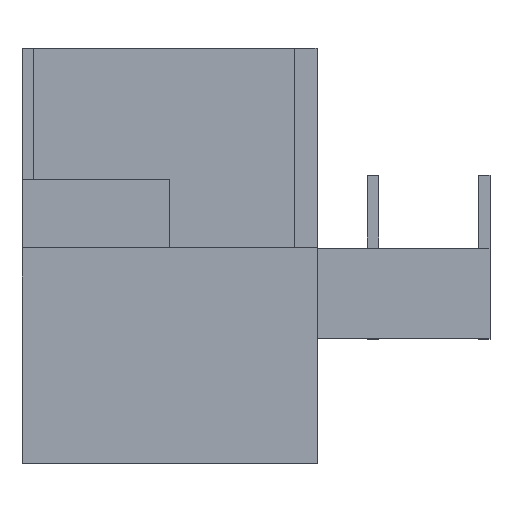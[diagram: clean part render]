
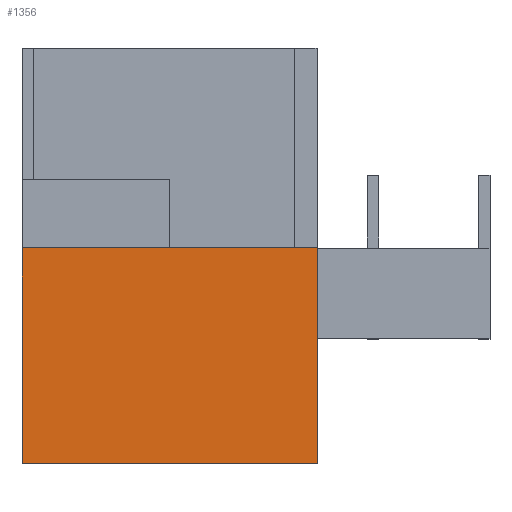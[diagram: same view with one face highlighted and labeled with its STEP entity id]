
A CAD part, top view. The second image highlights one B-rep face of the part: STEP entity #1356.
In plain terms, the highlighted planar face has unit normal (0, 0, -1).
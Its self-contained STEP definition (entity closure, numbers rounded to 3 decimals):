
#68 = VECTOR ( 'NONE', #1063, 1000. ) ;
#99 = VECTOR ( 'NONE', #539, 1000. ) ;
#128 = LINE ( 'NONE', #942, #1101 ) ;
#152 = FACE_OUTER_BOUND ( 'NONE', #1305, .T. ) ;
#161 = DIRECTION ( 'NONE',  ( 1., 0., 0. ) ) ;
#186 = CARTESIAN_POINT ( 'NONE',  ( -38.9, -47.5, 22.635 ) ) ;
#258 = VECTOR ( 'NONE', #993, 1000. ) ;
#271 = EDGE_CURVE ( 'NONE', #1122, #338, #935, .T. ) ;
#284 = CARTESIAN_POINT ( 'NONE',  ( -38.9, -47.5, 22.635 ) ) ;
#309 = VERTEX_POINT ( 'NONE', #1061 ) ;
#338 = VERTEX_POINT ( 'NONE', #838 ) ;
#387 = DIRECTION ( 'NONE',  ( 0., 0., -1. ) ) ;
#396 = VERTEX_POINT ( 'NONE', #1387 ) ;
#422 = CARTESIAN_POINT ( 'NONE',  ( 26.1, 0., 22.635 ) ) ;
#515 = AXIS2_PLACEMENT_3D ( 'NONE', #546, #387, #844 ) ;
#539 = DIRECTION ( 'NONE',  ( 0., -1., 0. ) ) ;
#546 = CARTESIAN_POINT ( 'NONE',  ( -38.9, 0., 22.635 ) ) ;
#730 = EDGE_CURVE ( 'NONE', #396, #309, #128, .T. ) ;
#755 = ORIENTED_EDGE ( 'NONE', *, *, #730, .T. ) ;
#838 = CARTESIAN_POINT ( 'NONE',  ( 26.1, -47.5, 22.635 ) ) ;
#844 = DIRECTION ( 'NONE',  ( -1., 0., 0. ) ) ;
#890 = PLANE ( 'NONE',  #515 ) ;
#897 = LINE ( 'NONE', #422, #99 ) ;
#935 = LINE ( 'NONE', #284, #68 ) ;
#936 = ORIENTED_EDGE ( 'NONE', *, *, #1242, .T. ) ;
#942 = CARTESIAN_POINT ( 'NONE',  ( -38.9, 0., 22.635 ) ) ;
#993 = DIRECTION ( 'NONE',  ( 0., -1., 0. ) ) ;
#1042 = ORIENTED_EDGE ( 'NONE', *, *, #271, .F. ) ;
#1061 = CARTESIAN_POINT ( 'NONE',  ( 26.1, 0., 22.635 ) ) ;
#1063 = DIRECTION ( 'NONE',  ( 1., 0., 0. ) ) ;
#1096 = CARTESIAN_POINT ( 'NONE',  ( -38.9, 0., 22.635 ) ) ;
#1101 = VECTOR ( 'NONE', #161, 1000. ) ;
#1122 = VERTEX_POINT ( 'NONE', #186 ) ;
#1147 = LINE ( 'NONE', #1096, #258 ) ;
#1242 = EDGE_CURVE ( 'NONE', #309, #338, #897, .T. ) ;
#1278 = EDGE_CURVE ( 'NONE', #396, #1122, #1147, .T. ) ;
#1305 = EDGE_LOOP ( 'NONE', ( #1042, #1397, #755, #936 ) ) ;
#1356 = ADVANCED_FACE ( 'NONE', ( #152 ), #890, .T. ) ;
#1387 = CARTESIAN_POINT ( 'NONE',  ( -38.9, 0., 22.635 ) ) ;
#1397 = ORIENTED_EDGE ( 'NONE', *, *, #1278, .F. ) ;
